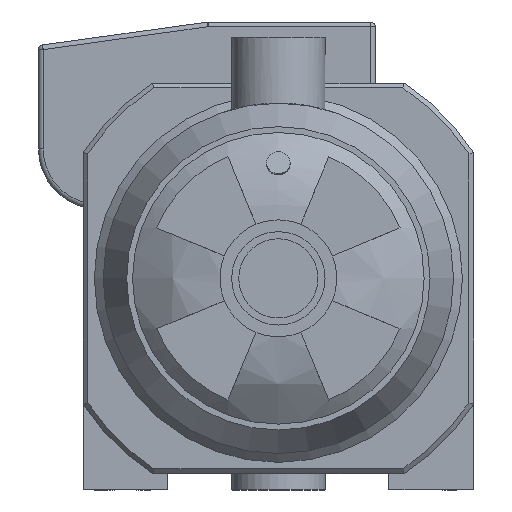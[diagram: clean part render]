
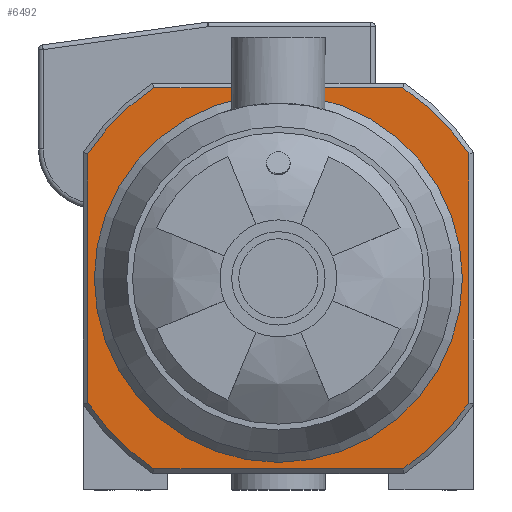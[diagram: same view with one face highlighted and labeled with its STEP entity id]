
A CAD part, left-side view. The second image highlights one B-rep face of the part: STEP entity #6492.
In plain terms, the highlighted planar face has unit normal (-1, 0, 0).
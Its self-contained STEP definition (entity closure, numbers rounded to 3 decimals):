
#75=FACE_BOUND('',#2089,.T.);
#206=LINE('',#9528,#825);
#208=LINE('',#9546,#827);
#210=LINE('',#9564,#829);
#212=LINE('',#9581,#831);
#825=VECTOR('',#7559,10.);
#827=VECTOR('',#7569,10.);
#829=VECTOR('',#7579,10.);
#831=VECTOR('',#7589,10.);
#1450=PLANE('',#6901);
#1700=FACE_OUTER_BOUND('',#2088,.T.);
#2088=EDGE_LOOP('',(#4546,#4547,#4548,#4549,#4550,#4551,#4552,#4553));
#2089=EDGE_LOOP('',(#4554));
#2558=CIRCLE('',#6880,96.75);
#2560=CIRCLE('',#6884,96.75);
#2562=CIRCLE('',#6888,96.75);
#2564=CIRCLE('',#6892,96.75);
#2568=CIRCLE('',#6902,78.25);
#2865=VERTEX_POINT('',#9512);
#2866=VERTEX_POINT('',#9513);
#2869=VERTEX_POINT('',#9527);
#2871=VERTEX_POINT('',#9536);
#2873=VERTEX_POINT('',#9545);
#2875=VERTEX_POINT('',#9554);
#2877=VERTEX_POINT('',#9563);
#2879=VERTEX_POINT('',#9572);
#2886=VERTEX_POINT('',#9602);
#3511=EDGE_CURVE('',#2865,#2866,#2558,.T.);
#3515=EDGE_CURVE('',#2866,#2869,#206,.T.);
#3518=EDGE_CURVE('',#2869,#2871,#2560,.T.);
#3521=EDGE_CURVE('',#2871,#2873,#208,.T.);
#3524=EDGE_CURVE('',#2873,#2875,#2562,.T.);
#3527=EDGE_CURVE('',#2875,#2877,#210,.T.);
#3530=EDGE_CURVE('',#2877,#2879,#2564,.T.);
#3533=EDGE_CURVE('',#2879,#2865,#212,.T.);
#3544=EDGE_CURVE('',#2886,#2886,#2568,.T.);
#4546=ORIENTED_EDGE('',*,*,#3511,.F.);
#4547=ORIENTED_EDGE('',*,*,#3533,.F.);
#4548=ORIENTED_EDGE('',*,*,#3530,.F.);
#4549=ORIENTED_EDGE('',*,*,#3527,.F.);
#4550=ORIENTED_EDGE('',*,*,#3524,.F.);
#4551=ORIENTED_EDGE('',*,*,#3521,.F.);
#4552=ORIENTED_EDGE('',*,*,#3518,.F.);
#4553=ORIENTED_EDGE('',*,*,#3515,.F.);
#4554=ORIENTED_EDGE('',*,*,#3544,.T.);
#6492=ADVANCED_FACE('',(#1700,#75),#1450,.T.);
#6880=AXIS2_PLACEMENT_3D('',#9514,#7553,#7554);
#6884=AXIS2_PLACEMENT_3D('',#9537,#7563,#7564);
#6888=AXIS2_PLACEMENT_3D('',#9555,#7573,#7574);
#6892=AXIS2_PLACEMENT_3D('',#9573,#7583,#7584);
#6901=AXIS2_PLACEMENT_3D('',#9601,#7610,#7611);
#6902=AXIS2_PLACEMENT_3D('',#9603,#7612,#7613);
#7553=DIRECTION('center_axis',(1.,0.,0.));
#7554=DIRECTION('ref_axis',(0.,0.542,-0.841));
#7559=DIRECTION('',(0.,0.,1.));
#7563=DIRECTION('center_axis',(1.,0.,0.));
#7564=DIRECTION('ref_axis',(0.,0.841,0.542));
#7569=DIRECTION('',(0.,-1.,0.));
#7573=DIRECTION('center_axis',(1.,0.,0.));
#7574=DIRECTION('ref_axis',(0.,-0.542,0.841));
#7579=DIRECTION('',(0.,0.,-1.));
#7583=DIRECTION('center_axis',(1.,0.,0.));
#7584=DIRECTION('ref_axis',(0.,-0.841,-0.542));
#7589=DIRECTION('',(0.,1.,0.));
#7610=DIRECTION('center_axis',(-1.,0.,0.));
#7611=DIRECTION('ref_axis',(0.,0.,1.));
#7612=DIRECTION('center_axis',(1.,0.,0.));
#7613=DIRECTION('ref_axis',(0.,1.,0.));
#9512=CARTESIAN_POINT('',(38.,52.911,9.));
#9513=CARTESIAN_POINT('',(38.,81.,37.089));
#9514=CARTESIAN_POINT('Origin',(38.,0.,90.));
#9527=CARTESIAN_POINT('',(38.,81.,142.911));
#9528=CARTESIAN_POINT('',(38.,81.,63.249));
#9536=CARTESIAN_POINT('',(38.,52.911,171.));
#9537=CARTESIAN_POINT('Origin',(38.,0.,90.));
#9545=CARTESIAN_POINT('',(38.,-52.911,171.));
#9546=CARTESIAN_POINT('',(38.,66.814,171.));
#9554=CARTESIAN_POINT('',(38.,-81.,142.911));
#9555=CARTESIAN_POINT('Origin',(38.,0.,90.));
#9563=CARTESIAN_POINT('',(38.,-81.,37.089));
#9564=CARTESIAN_POINT('',(38.,-81.,116.751));
#9572=CARTESIAN_POINT('',(38.,-52.911,9.));
#9573=CARTESIAN_POINT('Origin',(38.,0.,90.));
#9581=CARTESIAN_POINT('',(38.,13.311,9.));
#9601=CARTESIAN_POINT('Origin',(38.,80.125,90.));
#9602=CARTESIAN_POINT('',(38.,78.25,90.));
#9603=CARTESIAN_POINT('Origin',(38.,0.,90.));
